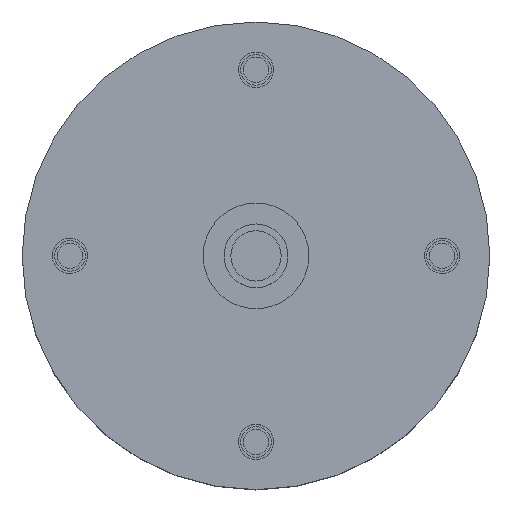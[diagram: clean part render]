
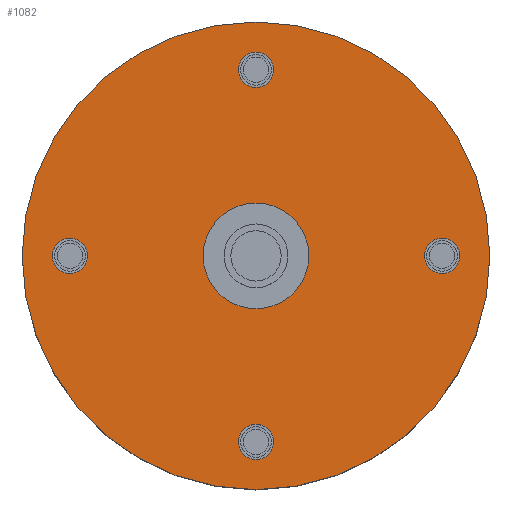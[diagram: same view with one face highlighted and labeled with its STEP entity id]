
A CAD part, top view. The second image highlights one B-rep face of the part: STEP entity #1082.
In plain terms, the highlighted planar face has unit normal (0, 0, 1).
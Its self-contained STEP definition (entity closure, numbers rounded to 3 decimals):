
#893 = EDGE_CURVE ( 'NONE', #901, #904, #3025, .T. ) ;
#901 = VERTEX_POINT ( 'NONE', #3015 ) ;
#904 = VERTEX_POINT ( 'NONE', #3064 ) ;
#930 = EDGE_CURVE ( 'NONE', #940, #947, #3080, .T. ) ;
#937 = VERTEX_POINT ( 'NONE', #3127 ) ;
#940 = VERTEX_POINT ( 'NONE', #3122 ) ;
#941 = EDGE_CURVE ( 'NONE', #937, #950, #3120, .T. ) ;
#947 = VERTEX_POINT ( 'NONE', #3168 ) ;
#950 = VERTEX_POINT ( 'NONE', #3164 ) ;
#1038 = VERTEX_POINT ( 'NONE', #1443 ) ;
#1039 = EDGE_CURVE ( 'NONE', #2727, #1038, #1442, .T. ) ;
#1054 = ORIENTED_EDGE ( 'NONE', *, *, #1039, .F. ) ;
#1055 = EDGE_CURVE ( 'NONE', #1038, #2727, #1472, .T. ) ;
#1056 = ORIENTED_EDGE ( 'NONE', *, *, #1055, .F. ) ;
#1058 = EDGE_CURVE ( 'NONE', #950, #937, #1467, .T. ) ;
#1065 = ORIENTED_EDGE ( 'NONE', *, *, #1069, .F. ) ;
#1066 = ORIENTED_EDGE ( 'NONE', *, *, #2648, .F. ) ;
#1067 = EDGE_LOOP ( 'NONE', ( #1056, #1054 ) ) ;
#1068 = EDGE_CURVE ( 'NONE', #2692, #2688, #1459, .T. ) ;
#1069 = EDGE_CURVE ( 'NONE', #2639, #2646, #1515, .T. ) ;
#1070 = ORIENTED_EDGE ( 'NONE', *, *, #2694, .F. ) ;
#1071 = EDGE_LOOP ( 'NONE', ( #1072, #1070 ) ) ;
#1072 = ORIENTED_EDGE ( 'NONE', *, *, #1068, .F. ) ;
#1077 = EDGE_LOOP ( 'NONE', ( #1065, #1066 ) ) ;
#1082 = ADVANCED_FACE ( 'NONE', ( #1506, #1505, #1504, #1503, #1502, #1501 ), #1500, .T. ) ;
#1101 = ORIENTED_EDGE ( 'NONE', *, *, #1104, .F. ) ;
#1104 = EDGE_CURVE ( 'NONE', #947, #940, #1576, .T. ) ;
#1109 = ORIENTED_EDGE ( 'NONE', *, *, #930, .F. ) ;
#1111 = EDGE_LOOP ( 'NONE', ( #1129, #1118 ) ) ;
#1118 = ORIENTED_EDGE ( 'NONE', *, *, #941, .T. ) ;
#1120 = ORIENTED_EDGE ( 'NONE', *, *, #1128, .F. ) ;
#1127 = EDGE_LOOP ( 'NONE', ( #1101, #1109 ) ) ;
#1128 = EDGE_CURVE ( 'NONE', #904, #901, #1553, .T. ) ;
#1129 = ORIENTED_EDGE ( 'NONE', *, *, #1058, .T. ) ;
#1163 = ORIENTED_EDGE ( 'NONE', *, *, #893, .F. ) ;
#1213 = EDGE_LOOP ( 'NONE', ( #1120, #1163 ) ) ;
#1438 = DIRECTION ( 'NONE',  ( 0., 1., 0. ) ) ;
#1439 = DIRECTION ( 'NONE',  ( 0., 0., 1. ) ) ;
#1440 = CARTESIAN_POINT ( 'NONE',  ( -74., 0., 70. ) ) ;
#1441 = AXIS2_PLACEMENT_3D ( 'NONE', #1440, #1439, #1438 ) ;
#1442 = CIRCLE ( 'NONE', #1441, 7. ) ;
#1443 = CARTESIAN_POINT ( 'NONE',  ( -74., 7., 70. ) ) ;
#1451 = DIRECTION ( 'NONE',  ( -1., 0., 0. ) ) ;
#1452 = DIRECTION ( 'NONE',  ( 0., 0., 1. ) ) ;
#1453 = CARTESIAN_POINT ( 'NONE',  ( 0., -74., 70. ) ) ;
#1454 = AXIS2_PLACEMENT_3D ( 'NONE', #1453, #1452, #1451 ) ;
#1455 = CARTESIAN_POINT ( 'NONE',  ( 74., 0., 70. ) ) ;
#1459 = CIRCLE ( 'NONE', #1454, 7. ) ;
#1463 = DIRECTION ( 'NONE',  ( 1., 0., 0. ) ) ;
#1464 = DIRECTION ( 'NONE',  ( 0., 0., 1. ) ) ;
#1465 = CARTESIAN_POINT ( 'NONE',  ( 0., 0., 70. ) ) ;
#1466 = AXIS2_PLACEMENT_3D ( 'NONE', #1465, #1464, #1463 ) ;
#1467 = CIRCLE ( 'NONE', #1466, 93. ) ;
#1468 = DIRECTION ( 'NONE',  ( 0., 1., 0. ) ) ;
#1469 = DIRECTION ( 'NONE',  ( 0., 0., 1. ) ) ;
#1470 = CARTESIAN_POINT ( 'NONE',  ( -74., 0., 70. ) ) ;
#1471 = AXIS2_PLACEMENT_3D ( 'NONE', #1470, #1469, #1468 ) ;
#1472 = CIRCLE ( 'NONE', #1471, 7. ) ;
#1495 = DIRECTION ( 'NONE',  ( 1., 0., 0. ) ) ;
#1496 = DIRECTION ( 'NONE',  ( 0., 0., 1. ) ) ;
#1497 = CARTESIAN_POINT ( 'NONE',  ( 0., 0., 70. ) ) ;
#1499 = AXIS2_PLACEMENT_3D ( 'NONE', #1497, #1496, #1495 ) ;
#1500 = PLANE ( 'NONE',  #1499 ) ;
#1501 = FACE_OUTER_BOUND ( 'NONE', #1111, .T. ) ;
#1502 = FACE_BOUND ( 'NONE', #1127, .T. ) ;
#1503 = FACE_BOUND ( 'NONE', #1213, .T. ) ;
#1504 = FACE_BOUND ( 'NONE', #1067, .T. ) ;
#1505 = FACE_BOUND ( 'NONE', #1071, .T. ) ;
#1506 = FACE_BOUND ( 'NONE', #1077, .T. ) ;
#1512 = DIRECTION ( 'NONE',  ( 0., -1., 0. ) ) ;
#1513 = DIRECTION ( 'NONE',  ( 0., 0., 1. ) ) ;
#1514 = AXIS2_PLACEMENT_3D ( 'NONE', #1455, #1513, #1512 ) ;
#1515 = CIRCLE ( 'NONE', #1514, 7. ) ;
#1549 = DIRECTION ( 'NONE',  ( 1., 0., 0. ) ) ;
#1550 = DIRECTION ( 'NONE',  ( 0., 0., 1. ) ) ;
#1551 = CARTESIAN_POINT ( 'NONE',  ( 0., 74., 70. ) ) ;
#1552 = AXIS2_PLACEMENT_3D ( 'NONE', #1551, #1550, #1549 ) ;
#1553 = CIRCLE ( 'NONE', #1552, 7. ) ;
#1572 = DIRECTION ( 'NONE',  ( 1., 0., 0. ) ) ;
#1573 = DIRECTION ( 'NONE',  ( 0., 0., 1. ) ) ;
#1574 = CARTESIAN_POINT ( 'NONE',  ( 0., 0., 70. ) ) ;
#1575 = AXIS2_PLACEMENT_3D ( 'NONE', #1574, #1573, #1572 ) ;
#1576 = CIRCLE ( 'NONE', #1575, 21. ) ;
#2247 = DIRECTION ( 'NONE',  ( 0., -1., 0. ) ) ;
#2248 = DIRECTION ( 'NONE',  ( 0., 0., 1. ) ) ;
#2249 = CARTESIAN_POINT ( 'NONE',  ( 74., 0., 70. ) ) ;
#2250 = AXIS2_PLACEMENT_3D ( 'NONE', #2249, #2248, #2247 ) ;
#2251 = CIRCLE ( 'NONE', #2250, 7. ) ;
#2258 = CARTESIAN_POINT ( 'NONE',  ( 74., 7., 70. ) ) ;
#2264 = CARTESIAN_POINT ( 'NONE',  ( 74., -7., 70. ) ) ;
#2299 = CARTESIAN_POINT ( 'NONE',  ( 7., -74., 70. ) ) ;
#2350 = DIRECTION ( 'NONE',  ( -1., 0., 0. ) ) ;
#2351 = DIRECTION ( 'NONE',  ( 0., 0., 1. ) ) ;
#2352 = CARTESIAN_POINT ( 'NONE',  ( 0., -74., 70. ) ) ;
#2353 = AXIS2_PLACEMENT_3D ( 'NONE', #2352, #2351, #2350 ) ;
#2354 = CIRCLE ( 'NONE', #2353, 7. ) ;
#2359 = CARTESIAN_POINT ( 'NONE',  ( -7., -74., 70. ) ) ;
#2410 = CARTESIAN_POINT ( 'NONE',  ( -74., -7., 70. ) ) ;
#2639 = VERTEX_POINT ( 'NONE', #2264 ) ;
#2646 = VERTEX_POINT ( 'NONE', #2258 ) ;
#2648 = EDGE_CURVE ( 'NONE', #2646, #2639, #2251, .T. ) ;
#2688 = VERTEX_POINT ( 'NONE', #2299 ) ;
#2692 = VERTEX_POINT ( 'NONE', #2359 ) ;
#2694 = EDGE_CURVE ( 'NONE', #2688, #2692, #2354, .T. ) ;
#2727 = VERTEX_POINT ( 'NONE', #2410 ) ;
#3015 = CARTESIAN_POINT ( 'NONE',  ( -7., 74., 70. ) ) ;
#3021 = DIRECTION ( 'NONE',  ( 1., 0., 0. ) ) ;
#3022 = DIRECTION ( 'NONE',  ( 0., 0., 1. ) ) ;
#3023 = CARTESIAN_POINT ( 'NONE',  ( 0., 74., 70. ) ) ;
#3024 = AXIS2_PLACEMENT_3D ( 'NONE', #3023, #3022, #3021 ) ;
#3025 = CIRCLE ( 'NONE', #3024, 7. ) ;
#3064 = CARTESIAN_POINT ( 'NONE',  ( 7., 74., 70. ) ) ;
#3076 = DIRECTION ( 'NONE',  ( 1., 0., 0. ) ) ;
#3077 = DIRECTION ( 'NONE',  ( 0., 0., 1. ) ) ;
#3078 = CARTESIAN_POINT ( 'NONE',  ( 0., 0., 70. ) ) ;
#3079 = AXIS2_PLACEMENT_3D ( 'NONE', #3078, #3077, #3076 ) ;
#3080 = CIRCLE ( 'NONE', #3079, 21. ) ;
#3116 = DIRECTION ( 'NONE',  ( 1., 0., 0. ) ) ;
#3117 = DIRECTION ( 'NONE',  ( 0., 0., 1. ) ) ;
#3118 = CARTESIAN_POINT ( 'NONE',  ( 0., 0., 70. ) ) ;
#3119 = AXIS2_PLACEMENT_3D ( 'NONE', #3118, #3117, #3116 ) ;
#3120 = CIRCLE ( 'NONE', #3119, 93. ) ;
#3122 = CARTESIAN_POINT ( 'NONE',  ( -21., 0., 70. ) ) ;
#3127 = CARTESIAN_POINT ( 'NONE',  ( 93., 0., 70. ) ) ;
#3164 = CARTESIAN_POINT ( 'NONE',  ( -93., 0., 70. ) ) ;
#3168 = CARTESIAN_POINT ( 'NONE',  ( 21., 0., 70. ) ) ;
